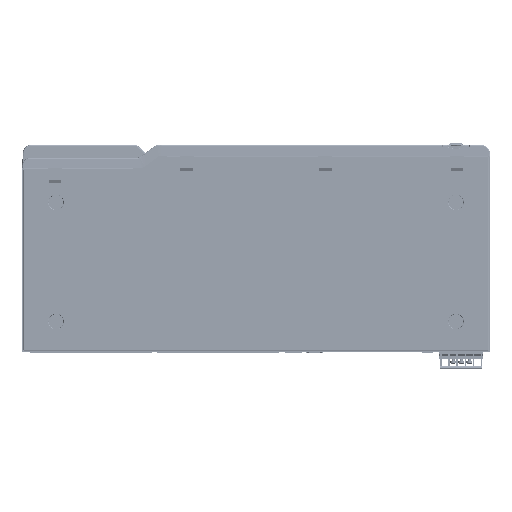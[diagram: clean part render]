
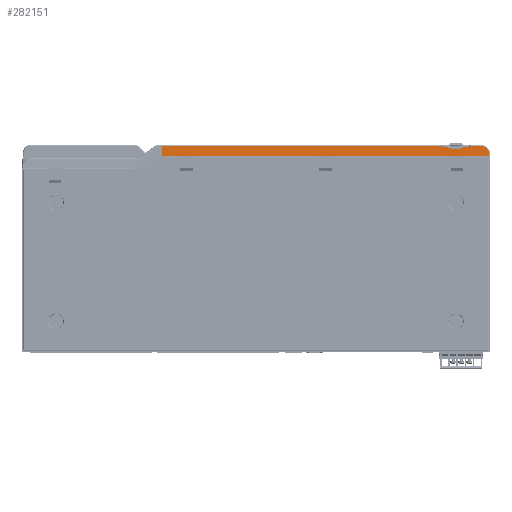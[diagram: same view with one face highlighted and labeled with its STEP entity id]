
A CAD part, front view. The second image highlights one B-rep face of the part: STEP entity #282151.
In plain terms, the highlighted planar face has unit normal (0, -0.999, 0.052).
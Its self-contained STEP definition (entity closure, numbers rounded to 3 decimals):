
#260798=DIRECTION('',(-1.,0.,0.));
#260799=VECTOR('',#260798,307.668);
#260800=CARTESIAN_POINT('',(219.001,0.,
185.));
#260801=LINE('',#260800,#260799);
#260808=CARTESIAN_POINT('',(219.001,0.,
185.));
#263243=DIRECTION('',(1.,0.,0.));
#263244=VECTOR('',#263243,4.967);
#263245=CARTESIAN_POINT('',(195.915,0.409,
192.81));
#263246=LINE('',#263245,#263244);
#263263=DIRECTION('',(-0.01,-0.052,
-0.999));
#263264=VECTOR('',#263263,1.243);
#263265=CARTESIAN_POINT('',(200.895,0.474,
194.052));
#263266=LINE('',#263265,#263264);
#263337=DIRECTION('',(-0.01,0.052,0.999));
#263338=VECTOR('',#263337,1.243);
#263339=CARTESIAN_POINT('',(175.118,0.409,
192.812));
#263340=LINE('',#263339,#263338);
#263353=DIRECTION('',(1.,0.,0.));
#263354=VECTOR('',#263353,4.967);
#263355=CARTESIAN_POINT('',(175.118,0.409,
192.812));
#263356=LINE('',#263355,#263354);
#263630=CARTESIAN_POINT('',(211.88,0.108,
187.058));
#263631=DIRECTION('',(0.,-0.999,0.052));
#263632=DIRECTION('',(0.999,0.003,0.051));
#263633=AXIS2_PLACEMENT_3D('',#263630,#263631,#263632);
#263635=DIRECTION('',(-0.052,0.052,0.997));
#263636=VECTOR('',#263635,2.423);
#263637=CARTESIAN_POINT('',(219.001,0.,
185.));
#263638=LINE('',#263637,#263636);
#263639=CARTESIAN_POINT('',(180.085,0.315,
191.015));
#263640=DIRECTION('',(0.,-0.999,0.052));
#263641=DIRECTION('',(0.389,0.048,0.92));
#263642=AXIS2_PLACEMENT_3D('',#263639,#263640,#263641);
#263644=CARTESIAN_POINT('',(195.216,0.402,
192.669));
#263645=CARTESIAN_POINT('',(192.941,0.352,
191.71));
#263646=CARTESIAN_POINT('',(188.,0.299,
190.711));
#263647=CARTESIAN_POINT('',(183.059,0.352,
191.71));
#263648=CARTESIAN_POINT('',(180.784,0.402,
192.669));
#263650=CARTESIAN_POINT('',(195.915,0.315,
191.015));
#263651=DIRECTION('',(0.,-0.999,0.052));
#263652=DIRECTION('',(0.,0.052,0.999));
#263653=AXIS2_PLACEMENT_3D('',#263650,#263651,#263652);
#263655=DIRECTION('',(1.,0.,0.));
#263656=VECTOR('',#263655,10.991);
#263657=CARTESIAN_POINT('',(200.895,0.474,
194.052));
#263658=LINE('',#263657,#263656);
#267534=DIRECTION('',(0.,0.052,0.999));
#267535=VECTOR('',#267534,9.065);
#267536=CARTESIAN_POINT('',(-88.667,0.,
185.));
#267537=LINE('',#267536,#267535);
#268619=DIRECTION('',(1.,0.,0.));
#268620=VECTOR('',#268619,263.772);
#268621=CARTESIAN_POINT('',(-88.667,0.474,
194.052));
#268622=LINE('',#268621,#268620);
#275589=VERTEX_POINT('',#260808);
#275639=CARTESIAN_POINT('',(-88.667,0.,
185.));
#275640=VERTEX_POINT('',#275639);
#275697=CARTESIAN_POINT('',(218.875,0.127,
187.417));
#275698=VERTEX_POINT('',#275697);
#275759=CARTESIAN_POINT('',(-88.667,0.474,
194.052));
#275760=VERTEX_POINT('',#275759);
#275837=CARTESIAN_POINT('',(211.888,0.474,
194.053));
#275838=VERTEX_POINT('',#275837);
#275839=CARTESIAN_POINT('',(175.105,0.474,
194.052));
#275840=VERTEX_POINT('',#275839);
#275841=CARTESIAN_POINT('',(195.915,0.409,
192.81));
#275842=CARTESIAN_POINT('',(200.882,0.409,
192.812));
#275843=VERTEX_POINT('',#275841);
#275844=VERTEX_POINT('',#275842);
#275918=CARTESIAN_POINT('',(200.895,0.474,
194.052));
#275919=VERTEX_POINT('',#275918);
#275920=CARTESIAN_POINT('',(175.118,0.409,
192.812));
#275921=VERTEX_POINT('',#275920);
#275923=CARTESIAN_POINT('',(195.216,0.402,
192.669));
#275924=VERTEX_POINT('',#275923);
#276025=CARTESIAN_POINT('',(180.085,0.409,
192.81));
#276026=VERTEX_POINT('',#276025);
#276030=VERTEX_POINT('',#263648);
#282126=CARTESIAN_POINT('',(220.,0.,185.));
#282127=DIRECTION('',(0.,0.999,-0.052));
#282128=DIRECTION('',(1.,0.,0.));
#282129=AXIS2_PLACEMENT_3D('',#282126,#282127,#282128);
#282130=PLANE('',#282129);
#282131=ORIENTED_EDGE('',*,*,#281444,.T.);
#282132=ORIENTED_EDGE('',*,*,#281460,.F.);
#282134=ORIENTED_EDGE('',*,*,#282133,.T.);
#282136=ORIENTED_EDGE('',*,*,#282135,.F.);
#282138=ORIENTED_EDGE('',*,*,#282137,.F.);
#282139=ORIENTED_EDGE('',*,*,#279600,.T.);
#282141=ORIENTED_EDGE('',*,*,#282140,.T.);
#282143=ORIENTED_EDGE('',*,*,#282142,.T.);
#282144=ORIENTED_EDGE('',*,*,#281679,.F.);
#282145=ORIENTED_EDGE('',*,*,#281696,.T.);
#282146=ORIENTED_EDGE('',*,*,#281373,.F.);
#282147=ORIENTED_EDGE('',*,*,#281416,.F.);
#282148=ORIENTED_EDGE('',*,*,#281430,.F.);
#282149=EDGE_LOOP('',(#282131,#282132,#282134,#282136,#282138,#282139,#282141,
#282143,#282144,#282145,#282146,#282147,#282148));
#282150=FACE_OUTER_BOUND('',#282149,.F.);
#282151=ADVANCED_FACE('',(#282150),#282130,.F.);
#263634=CIRCLE('',#263633,7.004);
#263643=CIRCLE('',#263642,1.798);
#263649=B_SPLINE_CURVE_WITH_KNOTS('',3,(#263644,#263645,#263646,#263647,
#263648),.UNSPECIFIED.,.F.,.F.,(4,1,4),(0.,0.5,1.),.UNSPECIFIED.);
#263654=CIRCLE('',#263653,1.798);
#279600=EDGE_CURVE('',#275589,#275640,#260801,.T.);
#281373=EDGE_CURVE('',#276030,#276026,#263643,.T.);
#281416=EDGE_CURVE('',#275924,#276030,#263649,.T.);
#281430=EDGE_CURVE('',#275843,#275924,#263654,.T.);
#281444=EDGE_CURVE('',#275843,#275844,#263246,.T.);
#281460=EDGE_CURVE('',#275919,#275844,#263266,.T.);
#281679=EDGE_CURVE('',#275921,#275840,#263340,.T.);
#281696=EDGE_CURVE('',#275921,#276026,#263356,.T.);
#282133=EDGE_CURVE('',#275919,#275838,#263658,.T.);
#282135=EDGE_CURVE('',#275698,#275838,#263634,.T.);
#282137=EDGE_CURVE('',#275589,#275698,#263638,.T.);
#282140=EDGE_CURVE('',#275640,#275760,#267537,.T.);
#282142=EDGE_CURVE('',#275760,#275840,#268622,.T.);
